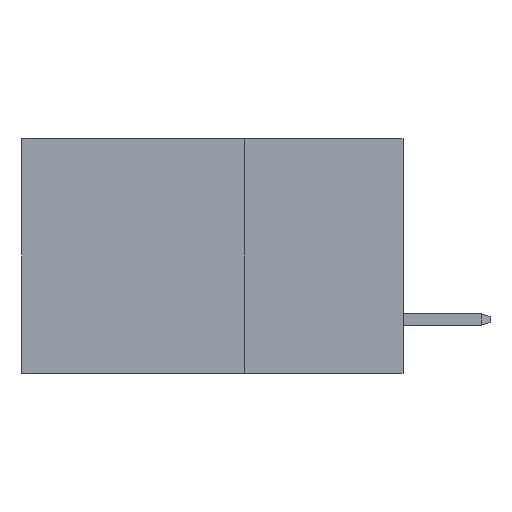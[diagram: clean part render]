
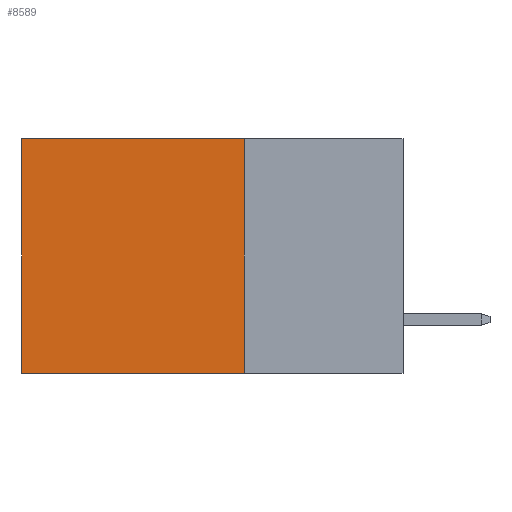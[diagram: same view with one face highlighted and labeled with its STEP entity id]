
A CAD part, left-side view. The second image highlights one B-rep face of the part: STEP entity #8589.
In plain terms, the highlighted planar face has unit normal (-1, 0, 0).
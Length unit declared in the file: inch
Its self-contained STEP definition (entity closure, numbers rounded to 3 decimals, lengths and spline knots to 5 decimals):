
#983 = DIRECTION ( 'NONE',  ( 0., 0., -1. ) ) ;
#1057 = CARTESIAN_POINT ( 'NONE',  ( 0.2875, 0.25, 0. ) ) ;
#1086 = VECTOR ( 'NONE', #983, 39.37008 ) ;
#1216 = EDGE_LOOP ( 'NONE', ( #6060, #6022, #6901, #6756 ) ) ;
#1308 = DIRECTION ( 'NONE',  ( 0., 1., 0. ) ) ;
#1634 = DIRECTION ( 'NONE',  ( 0., 0., -1. ) ) ;
#2092 = DIRECTION ( 'NONE',  ( 0., 1., 0. ) ) ;
#2269 = FACE_OUTER_BOUND ( 'NONE', #1216, .T. ) ;
#2297 = EDGE_CURVE ( 'NONE', #4620, #10568, #2630, .T. ) ;
#2323 = CARTESIAN_POINT ( 'NONE',  ( 0.2875, 0.25, -0.37 ) ) ;
#2630 = LINE ( 'NONE', #11009, #6316 ) ;
#2860 = CARTESIAN_POINT ( 'NONE',  ( 0.2875, 0.25, -0.37 ) ) ;
#4620 = VERTEX_POINT ( 'NONE', #9907 ) ;
#4632 = LINE ( 'NONE', #5444, #6041 ) ;
#4770 = AXIS2_PLACEMENT_3D ( 'NONE', #10191, #5041, #1634 ) ;
#4780 = CARTESIAN_POINT ( 'NONE',  ( 0.2875, 0.6, -0.37 ) ) ;
#5041 = DIRECTION ( 'NONE',  ( 1., 0., 0. ) ) ;
#5070 = DIRECTION ( 'NONE',  ( 0., 0., -1. ) ) ;
#5204 = LINE ( 'NONE', #8708, #1086 ) ;
#5444 = CARTESIAN_POINT ( 'NONE',  ( 0.2875, 0.25, 0. ) ) ;
#5505 = EDGE_CURVE ( 'NONE', #9739, #10568, #8177, .T. ) ;
#5895 = VERTEX_POINT ( 'NONE', #1057 ) ;
#6022 = ORIENTED_EDGE ( 'NONE', *, *, #5505, .F. ) ;
#6041 = VECTOR ( 'NONE', #2092, 39.37008 ) ;
#6060 = ORIENTED_EDGE ( 'NONE', *, *, #2297, .T. ) ;
#6316 = VECTOR ( 'NONE', #5070, 39.37008 ) ;
#6352 = EDGE_CURVE ( 'NONE', #5895, #4620, #4632, .T. ) ;
#6756 = ORIENTED_EDGE ( 'NONE', *, *, #6352, .T. ) ;
#6901 = ORIENTED_EDGE ( 'NONE', *, *, #9981, .F. ) ;
#8177 = LINE ( 'NONE', #2860, #9928 ) ;
#8589 = ADVANCED_FACE ( 'NONE', ( #2269 ), #11176, .F. ) ;
#8708 = CARTESIAN_POINT ( 'NONE',  ( 0.2875, 0.25, 0. ) ) ;
#9739 = VERTEX_POINT ( 'NONE', #2323 ) ;
#9907 = CARTESIAN_POINT ( 'NONE',  ( 0.2875, 0.6, 0. ) ) ;
#9928 = VECTOR ( 'NONE', #1308, 39.37008 ) ;
#9981 = EDGE_CURVE ( 'NONE', #5895, #9739, #5204, .T. ) ;
#10191 = CARTESIAN_POINT ( 'NONE',  ( 0.2875, 0.25, 0. ) ) ;
#10568 = VERTEX_POINT ( 'NONE', #4780 ) ;
#11009 = CARTESIAN_POINT ( 'NONE',  ( 0.2875, 0.6, 0. ) ) ;
#11176 = PLANE ( 'NONE',  #4770 ) ;
